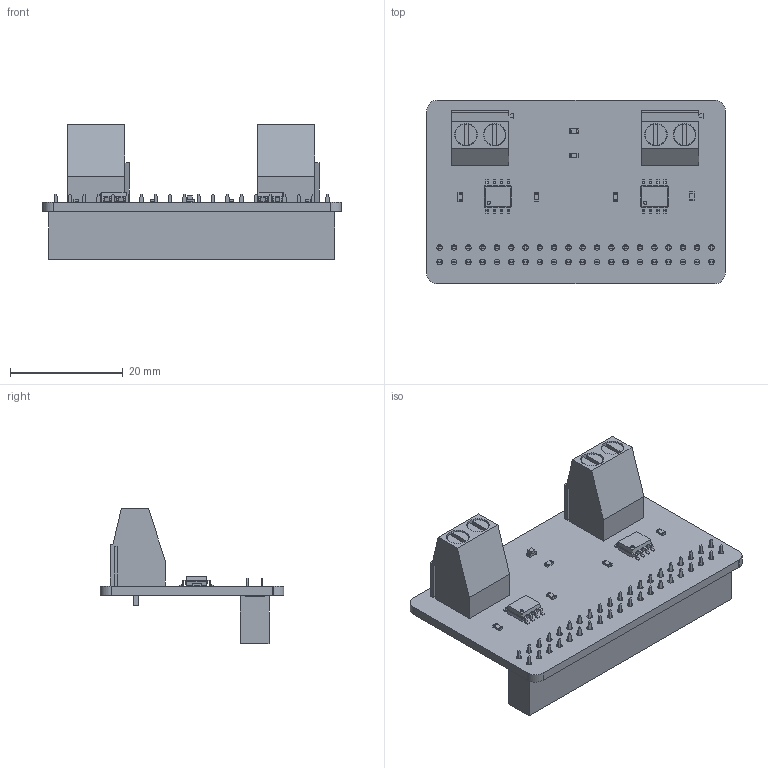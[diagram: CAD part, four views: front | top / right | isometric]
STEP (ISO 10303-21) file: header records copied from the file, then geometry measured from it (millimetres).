
FILE_DESCRIPTION(('KiCad electronic assembly'),'2;1');
FILE_NAME('AGX_2channel CAN.step','2025-07-14T10:04:36',('Pcbnew'),( 'Kicad'),'Open CASCADE STEP processor 7.8','KiCad to STEP converter' ,'Unknown');
FILE_SCHEMA(('AUTOMOTIVE_DESIGN { 1 0 10303 214 1 1 1 1 }'));
Length unit declared in the file: millimetre
Products named in the file (12): AGX_2channel CAN 1; LED_0603_1608Metric; R_0603_1608Metric; SOIC-8_3.9x4.9mm_P1.27mm; SOIC_8_39x49mm_P127mm; TerminalBlock_Phoenix_MKDS-1,5-2-5.08_1x02_P5.08mm_Horizontal; TerminalBlock_Phoenix_MKDS_15_2_508_1x02_P508mm_Horizontal; PinSocket_2x20_P2.54mm_Vertical; _autosave-AGX_2channel CAN_PCB
Assembly tree (17 placements, depth 3):
  AGX_2channel CAN 1
    LED_0603_1608Metric
      LED_0603_1608Metric
    R_0603_1608Metric  x5
      R_0603_1608Metric
    SOIC-8_3.9x4.9mm_P1.27mm  x2
      SOIC_8_39x49mm_P127mm
    TerminalBlock_Phoenix_MKDS-1,5-2-5.08_1x02_P5.08mm_Horizontal  x2
      TerminalBlock_Phoenix_MKDS_15_2_508_1x02_P508mm_Horizontal
    PinSocket_2x20_P2.54mm_Vertical
      PinSocket_2x20_P2.54mm_Vertical
    _autosave-AGX_2channel CAN_PCB
Bounding box: 53.05 x 32.67 x 24 mm (x, y, z)
Volume: 6875.4 mm3; surface area: 9246.3 mm2
Topology: 12 solids, 12 shells, 1778 faces, 4641 edges, 2978 vertices
Faces by surface type: plane 1528, cylinder 170, bspline 80
Full cylindrical faces by diameter (mm): 0.6 x2, 1 x40, 1.3 x4, 3.8 x4, 4 x4
Entity records: 52883 total; most frequent: CARTESIAN_POINT 7758, ORIENTED_EDGE 7482, DIRECTION 6749, EDGE_CURVE 3741, LINE 3467, VECTOR 3467, VERTEX_POINT 2410, AXIS2_PLACEMENT_3D 1641
